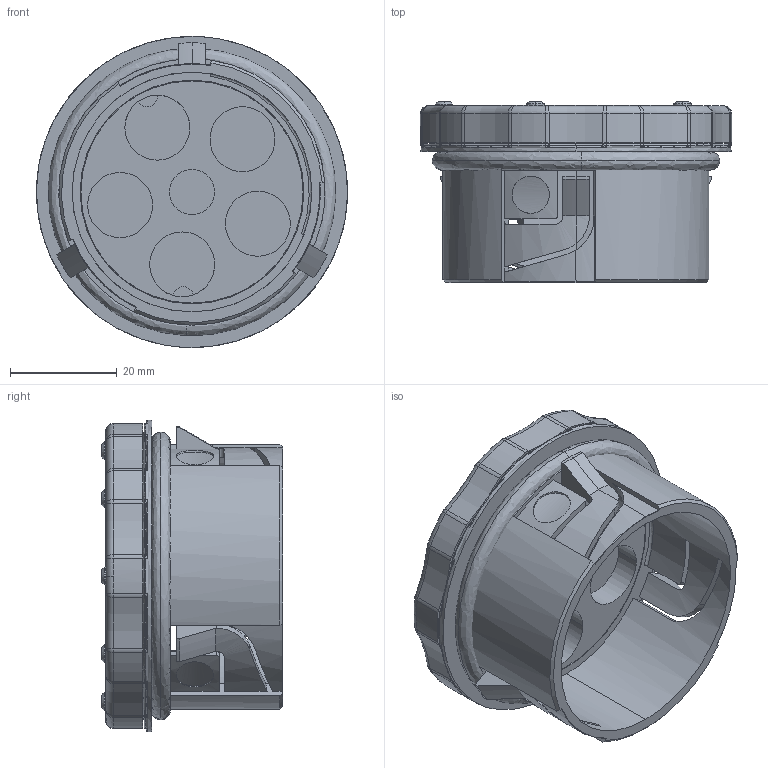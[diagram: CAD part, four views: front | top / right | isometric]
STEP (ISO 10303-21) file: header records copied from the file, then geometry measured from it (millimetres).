
FILE_DESCRIPTION (( 'STEP AP203' ), '1' );
FILE_NAME ('565203.step', '2022-03-30T19:22:04', ( '' ), ( '' ), 'SwSTEP 2.0', 'SolidWorks 2021', '' );
FILE_SCHEMA (( 'CONFIG_CONTROL_DESIGN' ));
Length unit declared in the file: millimetre
Products named in the file (1): 565203
Bounding box: 58.4 x 34 x 58.4 mm (x, y, z)
Volume: 30772.1 mm3; surface area: 31191.5 mm2
Topology: 6 solids, 6 shells, 502 faces, 1311 edges, 822 vertices
Faces by surface type: cylinder 203, bspline 112, plane 90, torus 53, cone 44
Entity records: 21125 total; most frequent: CARTESIAN_POINT 9358, ORIENTED_EDGE 2618, DIRECTION 2324, EDGE_CURVE 1309, AXIS2_PLACEMENT_3D 985, VERTEX_POINT 822, CIRCLE 594, EDGE_LOOP 555
